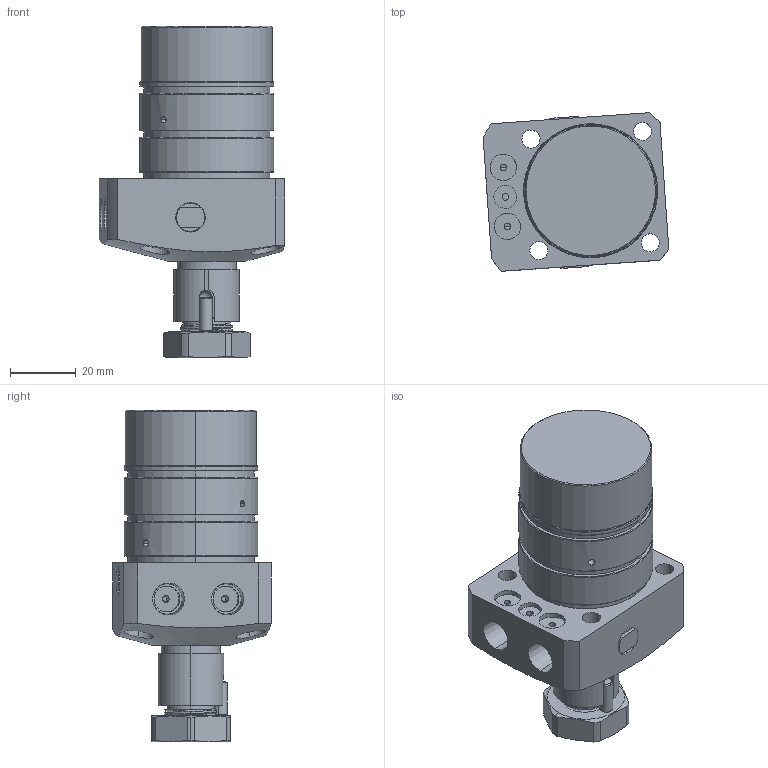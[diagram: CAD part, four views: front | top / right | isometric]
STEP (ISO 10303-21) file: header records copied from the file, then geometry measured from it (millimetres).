
FILE_DESCRIPTION (( 'STEP AP214' ), '1' );
FILE_NAME ('CLHW-040GRE.STEP', '2021-06-12T08:33:24', ( 'Windows' ), ( 'Microsoft' ), 'SwSTEP 2.0', 'SolidWorks 2015', '' );
FILE_SCHEMA (( 'AUTOMOTIVE_DESIGN' ));
Length unit declared in the file: millimetre
Products named in the file (7): CLHW-040GRE-01; CLHW-040GE-07; CLHW-040GE-02; CHA-30S-90-G-02; CHA-30S-90-G-01; CHA-30-04; CLHW-040GRE
Assembly tree (7 placements, depth 2):
  CLHW-040GRE
    CHA-30-04
    CHA-30S-90-G-01
    CHA-30S-90-G-02
    CLHW-040GE-02
    CLHW-040GE-07  x2
    CLHW-040GRE-01
Bounding box: 56.51 x 48.25 x 101 mm (x, y, z)
Volume: 99068.8 mm3; surface area: 37480 mm2
Topology: 7 solids, 7 shells, 368 faces, 881 edges, 567 vertices
Faces by surface type: cylinder 179, plane 106, cone 46, bspline 21, torus 15, sphere 1
Entity records: 14920 total; most frequent: CARTESIAN_POINT 7276, ORIENTED_EDGE 1532, DIRECTION 1523, EDGE_CURVE 766, AXIS2_PLACEMENT_3D 630, VERTEX_POINT 494, EDGE_LOOP 380, ADVANCED_FACE 323
